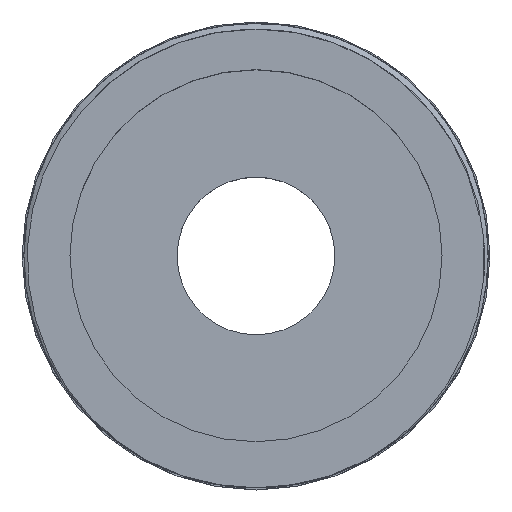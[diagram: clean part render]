
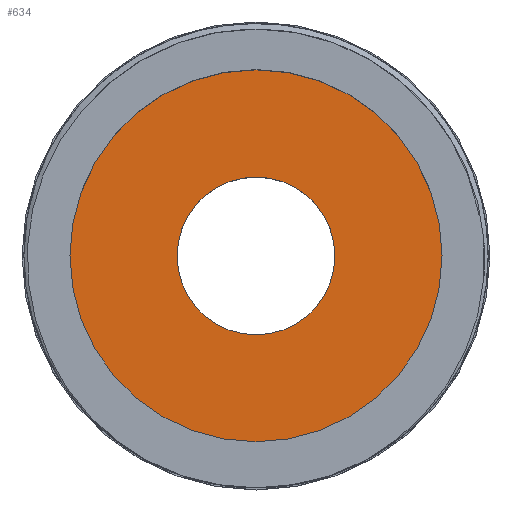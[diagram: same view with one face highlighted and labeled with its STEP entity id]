
A CAD part, top view. The second image highlights one B-rep face of the part: STEP entity #634.
In plain terms, the highlighted planar face has unit normal (0, 0, 1).
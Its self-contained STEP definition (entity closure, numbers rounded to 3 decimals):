
#17=FACE_BOUND('',#89,.T.);
#21=PLANE('',#690);
#52=FACE_OUTER_BOUND('',#88,.T.);
#88=EDGE_LOOP('',(#493));
#89=EDGE_LOOP('',(#494));
#104=CIRCLE('',#686,4.45);
#105=CIRCLE('',#688,10.5);
#280=VERTEX_POINT('',#2351);
#281=VERTEX_POINT('',#2355);
#368=EDGE_CURVE('',#280,#280,#104,.T.);
#369=EDGE_CURVE('',#281,#281,#105,.T.);
#493=ORIENTED_EDGE('',*,*,#369,.F.);
#494=ORIENTED_EDGE('',*,*,#368,.T.);
#634=ADVANCED_FACE('',(#52,#17),#21,.F.);
#686=AXIS2_PLACEMENT_3D('',#2353,#787,#788);
#688=AXIS2_PLACEMENT_3D('',#2356,#791,#792);
#690=AXIS2_PLACEMENT_3D('',#2360,#796,#797);
#787=DIRECTION('center_axis',(0.,0.,-1.));
#788=DIRECTION('ref_axis',(1.,0.,0.));
#791=DIRECTION('center_axis',(0.,0.,-1.));
#792=DIRECTION('ref_axis',(1.,0.,0.));
#796=DIRECTION('center_axis',(0.,0.,-1.));
#797=DIRECTION('ref_axis',(-1.,0.,0.));
#2351=CARTESIAN_POINT('',(-4.45,0.,5.));
#2353=CARTESIAN_POINT('Origin',(0.,0.,5.));
#2355=CARTESIAN_POINT('',(-10.5,0.,5.));
#2356=CARTESIAN_POINT('Origin',(0.,0.,5.));
#2360=CARTESIAN_POINT('Origin',(0.,0.,5.));
